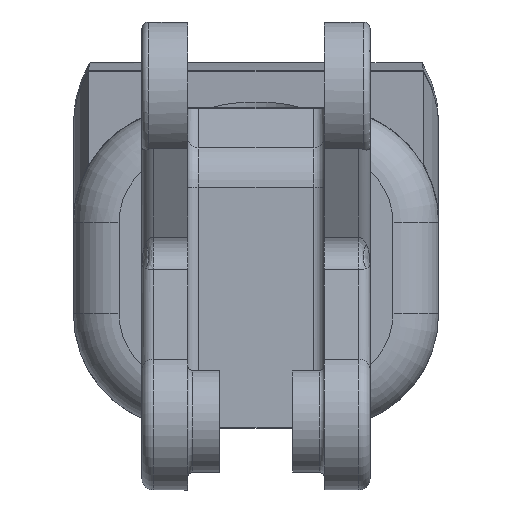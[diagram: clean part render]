
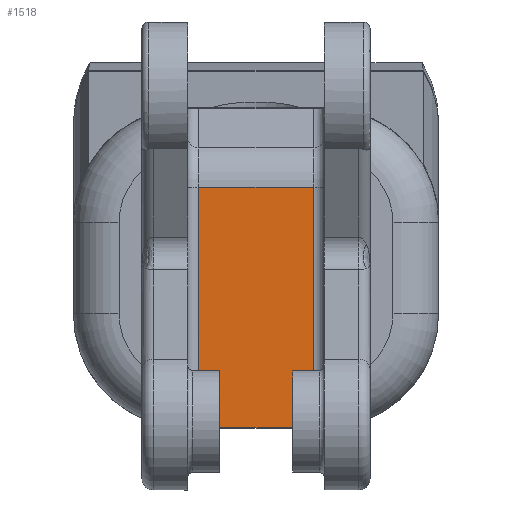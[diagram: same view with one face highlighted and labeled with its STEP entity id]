
A CAD part, top view. The second image highlights one B-rep face of the part: STEP entity #1518.
In plain terms, the highlighted planar face has unit normal (0, 0, 1).
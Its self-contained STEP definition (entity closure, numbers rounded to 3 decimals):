
#82=PLANE('',#1657);
#140=FACE_OUTER_BOUND('',#240,.T.);
#240=EDGE_LOOP('',(#1041,#1042,#1043,#1044));
#447=LINE('',#2444,#540);
#448=LINE('',#2446,#541);
#449=LINE('',#2448,#542);
#450=LINE('',#2449,#543);
#540=VECTOR('',#1903,5.);
#541=VECTOR('',#1904,10.536);
#542=VECTOR('',#1905,5.);
#543=VECTOR('',#1906,10.536);
#658=VERTEX_POINT('',#2442);
#659=VERTEX_POINT('',#2443);
#660=VERTEX_POINT('',#2445);
#661=VERTEX_POINT('',#2447);
#804=EDGE_CURVE('',#658,#659,#447,.T.);
#805=EDGE_CURVE('',#658,#660,#448,.F.);
#806=EDGE_CURVE('',#660,#661,#449,.F.);
#807=EDGE_CURVE('',#661,#659,#450,.T.);
#1041=ORIENTED_EDGE('',*,*,#804,.F.);
#1042=ORIENTED_EDGE('',*,*,#805,.T.);
#1043=ORIENTED_EDGE('',*,*,#806,.T.);
#1044=ORIENTED_EDGE('',*,*,#807,.T.);
#1518=ADVANCED_FACE('',(#140),#82,.F.);
#1657=AXIS2_PLACEMENT_3D('',#2441,#1901,#1902);
#1901=DIRECTION('center_axis',(0.,0.,
-1.));
#1902=DIRECTION('ref_axis',(-1.,0.,0.));
#1903=DIRECTION('',(-1.,0.,0.));
#1904=DIRECTION('',(0.,-1.,0.));
#1905=DIRECTION('',(1.,0.,0.));
#1906=DIRECTION('',(0.,-1.,0.));
#2441=CARTESIAN_POINT('Origin',(16.,0.,0.));
#2442=CARTESIAN_POINT('',(10.5,0.,0.));
#2443=CARTESIAN_POINT('',(5.5,0.,0.));
#2444=CARTESIAN_POINT('',(10.5,0.,0.));
#2445=CARTESIAN_POINT('',(10.5,10.536,0.));
#2446=CARTESIAN_POINT('',(10.5,10.536,0.));
#2447=CARTESIAN_POINT('',(5.5,10.536,0.));
#2448=CARTESIAN_POINT('',(5.5,10.536,0.));
#2449=CARTESIAN_POINT('',(5.5,10.536,0.));
